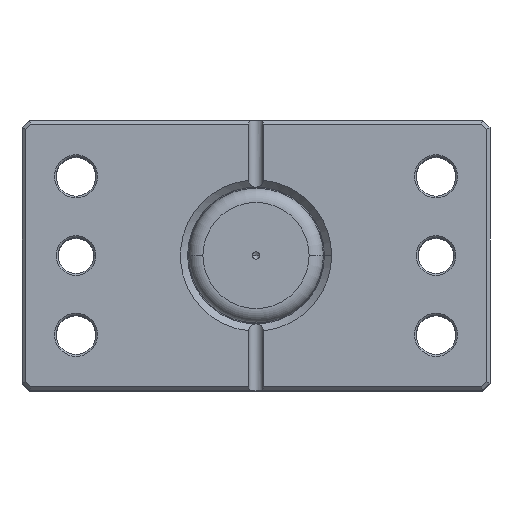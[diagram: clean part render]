
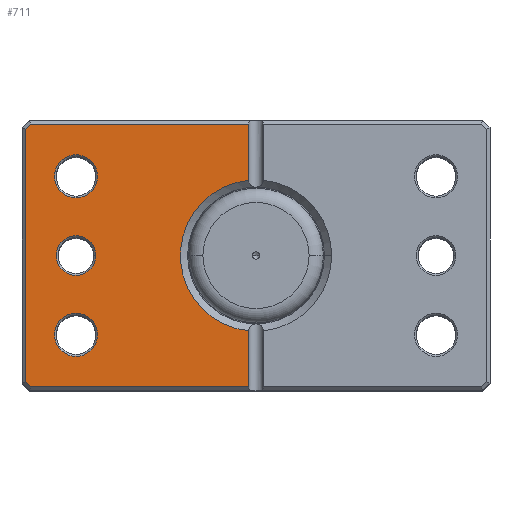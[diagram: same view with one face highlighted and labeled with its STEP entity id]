
A CAD part, top view. The second image highlights one B-rep face of the part: STEP entity #711.
In plain terms, the highlighted face is planar.
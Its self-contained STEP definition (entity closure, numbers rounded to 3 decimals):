
#48 = AXIS2_PLACEMENT_3D ( 'NONE', #1905, #1860, #1838 ) ;
#141 = ORIENTED_EDGE ( 'NONE', *, *, #697, .T. ) ;
#203 = VECTOR ( 'NONE', #1414, 1000. ) ;
#210 = CARTESIAN_POINT ( 'NONE',  ( 64., -35.086, 0. ) ) ;
#257 = CARTESIAN_POINT ( 'NONE',  ( 2., 20.905, 0. ) ) ;
#303 = CARTESIAN_POINT ( 'NONE',  ( 0., 36.5, 0. ) ) ;
#364 = DIRECTION ( 'NONE',  ( 1., 0., 0. ) ) ;
#523 = AXIS2_PLACEMENT_3D ( 'NONE', #1411, #1406, #1399 ) ;
#675 = LINE ( 'NONE', #1458, #203 ) ;
#697 = EDGE_CURVE ( 'NONE', #1424, #5364, #2142, .T. ) ;
#711 = ADVANCED_FACE ( 'NONE', ( #933, #4546, #2422, #1129 ), #4230, .F. ) ;
#852 = VERTEX_POINT ( 'NONE', #3185 ) ;
#931 = EDGE_CURVE ( 'NONE', #2237, #1780, #6028, .T. ) ;
#933 = FACE_BOUND ( 'NONE', #5014, .T. ) ;
#1001 = VERTEX_POINT ( 'NONE', #1998 ) ;
#1055 = EDGE_CURVE ( 'NONE', #1001, #1429, #4827, .T. ) ;
#1064 = CARTESIAN_POINT ( 'NONE',  ( 44.5, 0., 0. ) ) ;
#1106 = CARTESIAN_POINT ( 'NONE',  ( 2., 37.5, 0. ) ) ;
#1119 = VECTOR ( 'NONE', #364, 1000. ) ;
#1129 = FACE_OUTER_BOUND ( 'NONE', #5990, .T. ) ;
#1139 = VECTOR ( 'NONE', #3838, 1000. ) ;
#1159 = VECTOR ( 'NONE', #1163, 1000. ) ;
#1163 = DIRECTION ( 'NONE',  ( 0., 1., 0. ) ) ;
#1179 = ORIENTED_EDGE ( 'NONE', *, *, #1794, .T. ) ;
#1399 = DIRECTION ( 'NONE',  ( 1., 0., 0. ) ) ;
#1406 = DIRECTION ( 'NONE',  ( 0., 0., 1. ) ) ;
#1411 = CARTESIAN_POINT ( 'NONE',  ( 50., 22., 0. ) ) ;
#1414 = DIRECTION ( 'NONE',  ( -0.707, -0.707, 0. ) ) ;
#1424 = VERTEX_POINT ( 'NONE', #3708 ) ;
#1429 = VERTEX_POINT ( 'NONE', #3663 ) ;
#1458 = CARTESIAN_POINT ( 'NONE',  ( 49.543, -49.543, 0. ) ) ;
#1466 = CARTESIAN_POINT ( 'NONE',  ( 62.586, -36.5, 0. ) ) ;
#1504 = EDGE_CURVE ( 'NONE', #4154, #5827, #675, .T. ) ;
#1524 = CARTESIAN_POINT ( 'NONE',  ( 55.5, 0., 0. ) ) ;
#1664 = AXIS2_PLACEMENT_3D ( 'NONE', #2514, #2502, #2497 ) ;
#1780 = VERTEX_POINT ( 'NONE', #257 ) ;
#1794 = EDGE_CURVE ( 'NONE', #5478, #852, #6618, .T. ) ;
#1838 = DIRECTION ( 'NONE',  ( 1., 0., 0. ) ) ;
#1860 = DIRECTION ( 'NONE',  ( 0., 0., 1. ) ) ;
#1905 = CARTESIAN_POINT ( 'NONE',  ( 50., -22., 0. ) ) ;
#1990 = LINE ( 'NONE', #3877, #1139 ) ;
#1998 = CARTESIAN_POINT ( 'NONE',  ( 44., 22., 0. ) ) ;
#2033 = EDGE_CURVE ( 'NONE', #1429, #1001, #3276, .T. ) ;
#2142 = CIRCLE ( 'NONE', #2828, 6. ) ;
#2173 = CARTESIAN_POINT ( 'NONE',  ( 50., 22., 0. ) ) ;
#2181 = DIRECTION ( 'NONE',  ( 0., 0., 1. ) ) ;
#2202 = DIRECTION ( 'NONE',  ( 1., 0., 0. ) ) ;
#2237 = VERTEX_POINT ( 'NONE', #3590 ) ;
#2422 = FACE_BOUND ( 'NONE', #6465, .T. ) ;
#2497 = DIRECTION ( 'NONE',  ( 1., 0., 0. ) ) ;
#2502 = DIRECTION ( 'NONE',  ( 0., 0., 1. ) ) ;
#2514 = CARTESIAN_POINT ( 'NONE',  ( 0., 0., 0. ) ) ;
#2587 = AXIS2_PLACEMENT_3D ( 'NONE', #4161, #4153, #4147 ) ;
#2742 = AXIS2_PLACEMENT_3D ( 'NONE', #3878, #3753, #3604 ) ;
#2774 = ORIENTED_EDGE ( 'NONE', *, *, #6113, .T. ) ;
#2822 = CIRCLE ( 'NONE', #48, 6. ) ;
#2828 = AXIS2_PLACEMENT_3D ( 'NONE', #4208, #4198, #4188 ) ;
#2838 = VERTEX_POINT ( 'NONE', #5126 ) ;
#3056 = ORIENTED_EDGE ( 'NONE', *, *, #931, .T. ) ;
#3185 = CARTESIAN_POINT ( 'NONE',  ( 62.586, 36.5, 0. ) ) ;
#3270 = ORIENTED_EDGE ( 'NONE', *, *, #6130, .T. ) ;
#3276 = CIRCLE ( 'NONE', #4282, 6. ) ;
#3358 = ORIENTED_EDGE ( 'NONE', *, *, #4406, .T. ) ;
#3590 = CARTESIAN_POINT ( 'NONE',  ( 2., -20.905, 0. ) ) ;
#3604 = DIRECTION ( 'NONE',  ( 1., 0., 0. ) ) ;
#3663 = CARTESIAN_POINT ( 'NONE',  ( 56., 22., 0. ) ) ;
#3708 = CARTESIAN_POINT ( 'NONE',  ( 56., -22., 0. ) ) ;
#3753 = DIRECTION ( 'NONE',  ( 0., 0., 1. ) ) ;
#3778 = EDGE_CURVE ( 'NONE', #2838, #4154, #6328, .T. ) ;
#3785 = ORIENTED_EDGE ( 'NONE', *, *, #1504, .T. ) ;
#3838 = DIRECTION ( 'NONE',  ( 0., 1., 0. ) ) ;
#3877 = CARTESIAN_POINT ( 'NONE',  ( 2., 37.5, 0. ) ) ;
#3878 = CARTESIAN_POINT ( 'NONE',  ( 50., 0., 0. ) ) ;
#3996 = EDGE_CURVE ( 'NONE', #5364, #1424, #2822, .T. ) ;
#4093 = DIRECTION ( 'NONE',  ( 0., -1., 0. ) ) ;
#4147 = DIRECTION ( 'NONE',  ( 1., 0., 0. ) ) ;
#4153 = DIRECTION ( 'NONE',  ( 0., 0., 1. ) ) ;
#4154 = VERTEX_POINT ( 'NONE', #210 ) ;
#4161 = CARTESIAN_POINT ( 'NONE',  ( 0., 0., 0. ) ) ;
#4188 = DIRECTION ( 'NONE',  ( 1., 0., 0. ) ) ;
#4198 = DIRECTION ( 'NONE',  ( 0., 0., 1. ) ) ;
#4208 = CARTESIAN_POINT ( 'NONE',  ( 50., -22., 0. ) ) ;
#4230 = PLANE ( 'NONE',  #2587 ) ;
#4282 = AXIS2_PLACEMENT_3D ( 'NONE', #2173, #2181, #2202 ) ;
#4311 = CARTESIAN_POINT ( 'NONE',  ( 64., 0., 0. ) ) ;
#4406 = EDGE_CURVE ( 'NONE', #852, #2838, #6081, .T. ) ;
#4413 = CARTESIAN_POINT ( 'NONE',  ( 49.543, 49.543, 0. ) ) ;
#4532 = VERTEX_POINT ( 'NONE', #5445 ) ;
#4546 = FACE_BOUND ( 'NONE', #6298, .T. ) ;
#4585 = CIRCLE ( 'NONE', #2742, 5.5 ) ;
#4629 = EDGE_CURVE ( 'NONE', #1780, #5478, #1990, .T. ) ;
#4659 = DIRECTION ( 'NONE',  ( -1., 0., 0. ) ) ;
#4732 = LINE ( 'NONE', #1106, #1159 ) ;
#4745 = DIRECTION ( 'NONE',  ( 0.707, -0.707, 0. ) ) ;
#4761 = CARTESIAN_POINT ( 'NONE',  ( 0., -36.5, 0. ) ) ;
#4802 = EDGE_CURVE ( 'NONE', #4532, #2237, #4732, .T. ) ;
#4827 = CIRCLE ( 'NONE', #523, 6. ) ;
#4955 = ORIENTED_EDGE ( 'NONE', *, *, #3778, .T. ) ;
#5014 = EDGE_LOOP ( 'NONE', ( #5968, #3270 ) ) ;
#5126 = CARTESIAN_POINT ( 'NONE',  ( 64., 35.086, 0. ) ) ;
#5258 = ORIENTED_EDGE ( 'NONE', *, *, #4629, .T. ) ;
#5318 = CARTESIAN_POINT ( 'NONE',  ( 2., 36.5, 0. ) ) ;
#5363 = EDGE_CURVE ( 'NONE', #6750, #6714, #6732, .T. ) ;
#5364 = VERTEX_POINT ( 'NONE', #6651 ) ;
#5445 = CARTESIAN_POINT ( 'NONE',  ( 2., -36.5, 0. ) ) ;
#5478 = VERTEX_POINT ( 'NONE', #5318 ) ;
#5566 = VECTOR ( 'NONE', #4745, 1000. ) ;
#5797 = ORIENTED_EDGE ( 'NONE', *, *, #3996, .T. ) ;
#5827 = VERTEX_POINT ( 'NONE', #1466 ) ;
#5861 = ORIENTED_EDGE ( 'NONE', *, *, #4802, .T. ) ;
#5913 = VECTOR ( 'NONE', #4093, 1000. ) ;
#5968 = ORIENTED_EDGE ( 'NONE', *, *, #5363, .T. ) ;
#5990 = EDGE_LOOP ( 'NONE', ( #5861, #3056, #5258, #1179, #3358, #4955, #3785, #2774 ) ) ;
#6028 = CIRCLE ( 'NONE', #1664, 21. ) ;
#6057 = LINE ( 'NONE', #4761, #6263 ) ;
#6081 = LINE ( 'NONE', #4413, #5566 ) ;
#6113 = EDGE_CURVE ( 'NONE', #5827, #4532, #6057, .T. ) ;
#6130 = EDGE_CURVE ( 'NONE', #6714, #6750, #4585, .T. ) ;
#6231 = DIRECTION ( 'NONE',  ( 1., 0., 0. ) ) ;
#6232 = AXIS2_PLACEMENT_3D ( 'NONE', #6254, #6244, #6231 ) ;
#6244 = DIRECTION ( 'NONE',  ( 0., 0., 1. ) ) ;
#6254 = CARTESIAN_POINT ( 'NONE',  ( 50., 0., 0. ) ) ;
#6263 = VECTOR ( 'NONE', #4659, 1000. ) ;
#6298 = EDGE_LOOP ( 'NONE', ( #5797, #141 ) ) ;
#6328 = LINE ( 'NONE', #4311, #5913 ) ;
#6465 = EDGE_LOOP ( 'NONE', ( #6824, #6778 ) ) ;
#6618 = LINE ( 'NONE', #303, #1119 ) ;
#6651 = CARTESIAN_POINT ( 'NONE',  ( 44., -22., 0. ) ) ;
#6714 = VERTEX_POINT ( 'NONE', #1524 ) ;
#6732 = CIRCLE ( 'NONE', #6232, 5.5 ) ;
#6750 = VERTEX_POINT ( 'NONE', #1064 ) ;
#6778 = ORIENTED_EDGE ( 'NONE', *, *, #2033, .T. ) ;
#6824 = ORIENTED_EDGE ( 'NONE', *, *, #1055, .T. ) ;
